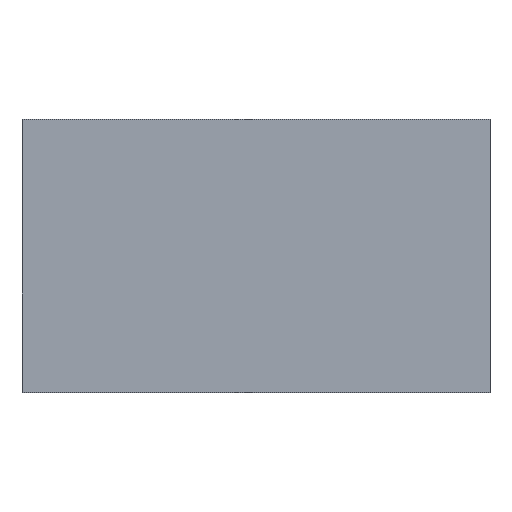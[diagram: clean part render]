
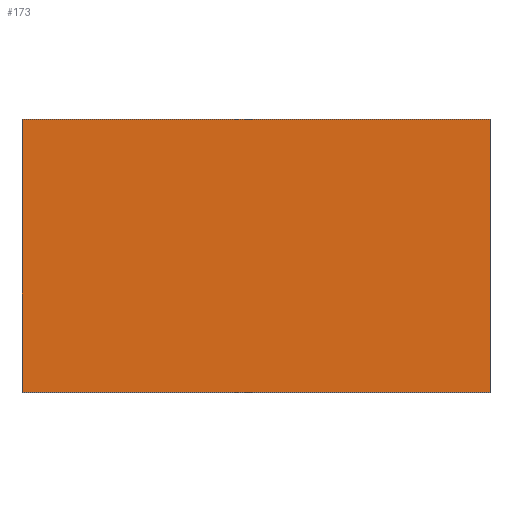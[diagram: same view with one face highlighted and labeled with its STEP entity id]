
A CAD part, top view. The second image highlights one B-rep face of the part: STEP entity #173.
In plain terms, the highlighted planar face has unit normal (0, 0, 1).
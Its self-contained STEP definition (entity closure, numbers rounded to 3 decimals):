
#4 = CARTESIAN_POINT ( 'NONE',  ( -110., -35., 20. ) ) ;
#15 = CARTESIAN_POINT ( 'NONE',  ( 10., 35., 20. ) ) ;
#28 = VECTOR ( 'NONE', #226, 1000. ) ;
#33 = VECTOR ( 'NONE', #95, 1000. ) ;
#44 = LINE ( 'NONE', #230, #46 ) ;
#46 = VECTOR ( 'NONE', #162, 1000. ) ;
#55 = VERTEX_POINT ( 'NONE', #69 ) ;
#61 = ORIENTED_EDGE ( 'NONE', *, *, #178, .T. ) ;
#65 = CARTESIAN_POINT ( 'NONE',  ( -110., -35., 20. ) ) ;
#69 = CARTESIAN_POINT ( 'NONE',  ( 10., -35., 20. ) ) ;
#82 = CARTESIAN_POINT ( 'NONE',  ( -110., -35., 20. ) ) ;
#85 = EDGE_CURVE ( 'NONE', #170, #139, #277, .T. ) ;
#92 = EDGE_LOOP ( 'NONE', ( #291, #268, #283, #61 ) ) ;
#95 = DIRECTION ( 'NONE',  ( 0., -1., 0. ) ) ;
#113 = VERTEX_POINT ( 'NONE', #82 ) ;
#139 = VERTEX_POINT ( 'NONE', #15 ) ;
#145 = VECTOR ( 'NONE', #171, 1000. ) ;
#150 = FACE_OUTER_BOUND ( 'NONE', #92, .T. ) ;
#162 = DIRECTION ( 'NONE',  ( 1., 0., 0. ) ) ;
#169 = LINE ( 'NONE', #199, #33 ) ;
#170 = VERTEX_POINT ( 'NONE', #223 ) ;
#171 = DIRECTION ( 'NONE',  ( 0., -1., 0. ) ) ;
#173 = ADVANCED_FACE ( 'NONE', ( #150 ), #238, .T. ) ;
#178 = EDGE_CURVE ( 'NONE', #170, #113, #190, .T. ) ;
#181 = DIRECTION ( 'NONE',  ( 0., 0., 1. ) ) ;
#190 = LINE ( 'NONE', #4, #145 ) ;
#193 = AXIS2_PLACEMENT_3D ( 'NONE', #65, #181, #197 ) ;
#197 = DIRECTION ( 'NONE',  ( 1., 0., 0. ) ) ;
#199 = CARTESIAN_POINT ( 'NONE',  ( 10., -35., 20. ) ) ;
#204 = CARTESIAN_POINT ( 'NONE',  ( -110., 35., 20. ) ) ;
#210 = EDGE_CURVE ( 'NONE', #139, #55, #169, .T. ) ;
#223 = CARTESIAN_POINT ( 'NONE',  ( -110., 35., 20. ) ) ;
#226 = DIRECTION ( 'NONE',  ( 1., 0., 0. ) ) ;
#230 = CARTESIAN_POINT ( 'NONE',  ( -110., -35., 20. ) ) ;
#238 = PLANE ( 'NONE',  #193 ) ;
#259 = EDGE_CURVE ( 'NONE', #113, #55, #44, .T. ) ;
#268 = ORIENTED_EDGE ( 'NONE', *, *, #210, .F. ) ;
#277 = LINE ( 'NONE', #204, #28 ) ;
#283 = ORIENTED_EDGE ( 'NONE', *, *, #85, .F. ) ;
#291 = ORIENTED_EDGE ( 'NONE', *, *, #259, .T. ) ;
